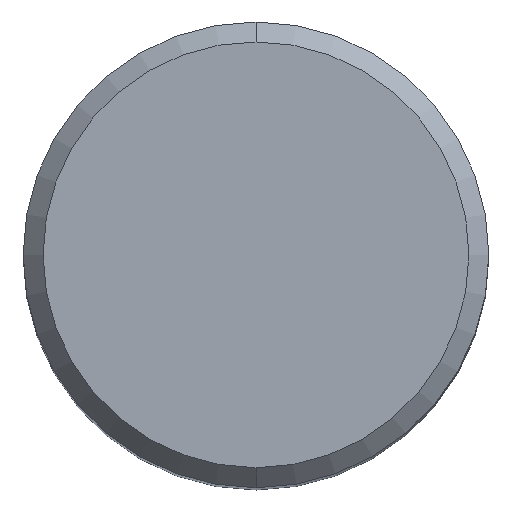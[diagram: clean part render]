
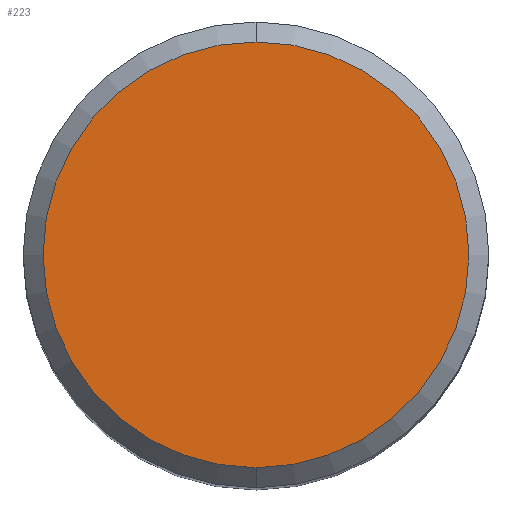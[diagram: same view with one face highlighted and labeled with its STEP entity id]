
A CAD part, top view. The second image highlights one B-rep face of the part: STEP entity #223.
In plain terms, the highlighted planar face has unit normal (0, 0, 1).
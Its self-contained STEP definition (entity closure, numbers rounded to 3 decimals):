
#223=ADVANCED_FACE('',(#528),#529,.T.);
#273=VERTEX_POINT('',#583);
#375=EDGE_CURVE('',#273,#433,#694,.T.);
#399=EDGE_CURVE('',#433,#273,#719,.T.);
#433=VERTEX_POINT('',#758);
#528=FACE_OUTER_BOUND('',#892,.T.);
#529=PLANE('',#893);
#583=CARTESIAN_POINT('',(0.,-6.4,0.0));
#694=CIRCLE('',#1299,6.4);
#719=CIRCLE('',#1358,6.4);
#758=CARTESIAN_POINT('',(0.0,6.4,0.0));
#892=EDGE_LOOP('',(#1562,#1563));
#893=AXIS2_PLACEMENT_3D('',#1564,#1565,#1566);
#1299=AXIS2_PLACEMENT_3D('',#1732,#1733,#1734);
#1358=AXIS2_PLACEMENT_3D('',#1746,#1747,#1748);
#1562=ORIENTED_EDGE('',*,*,#399,.F.);
#1563=ORIENTED_EDGE('',*,*,#375,.F.);
#1564=CARTESIAN_POINT('',(0.0,3.2,0.0));
#1565=DIRECTION('',(-0.0,0.0,1.0));
#1566=DIRECTION('',(0.0,-1.0,0.0));
#1732=CARTESIAN_POINT('',(0.0,0.0,0.0));
#1733=DIRECTION('',(0.0,0.0,-1.0));
#1734=DIRECTION('',(0.0,1.0,0.0));
#1746=CARTESIAN_POINT('',(0.0,0.0,0.0));
#1747=DIRECTION('',(0.0,0.0,-1.0));
#1748=DIRECTION('',(0.0,1.0,0.0));
